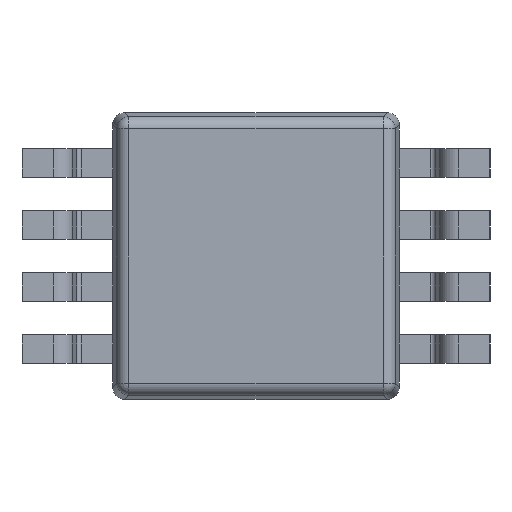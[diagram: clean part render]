
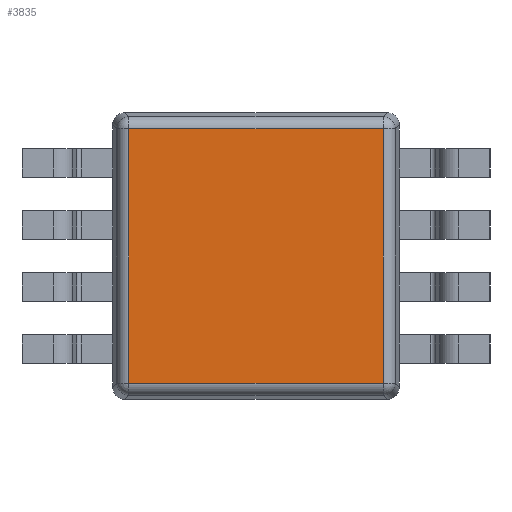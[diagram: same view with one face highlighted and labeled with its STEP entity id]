
A CAD part, front view. The second image highlights one B-rep face of the part: STEP entity #3835.
In plain terms, the highlighted planar face has unit normal (0, -1, 0).
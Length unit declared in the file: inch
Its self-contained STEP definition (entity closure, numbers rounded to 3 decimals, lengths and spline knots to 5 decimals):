
#3835 = ADVANCED_FACE ( 'NONE', ( #5117 ), #5095, .T. ) ;
#3836 = EDGE_LOOP ( 'NONE', ( #3837, #3841, #3844, #3847 ) ) ;
#3837 = ORIENTED_EDGE ( 'NONE', *, *, #3838, .T. ) ;
#3838 = EDGE_CURVE ( 'NONE', #3839, #3840, #5094, .T. ) ;
#3839 = VERTEX_POINT ( 'NONE', #5086 ) ;
#3840 = VERTEX_POINT ( 'NONE', #5085 ) ;
#3841 = ORIENTED_EDGE ( 'NONE', *, *, #3842, .T. ) ;
#3842 = EDGE_CURVE ( 'NONE', #3840, #3843, #5084, .T. ) ;
#3843 = VERTEX_POINT ( 'NONE', #5080 ) ;
#3844 = ORIENTED_EDGE ( 'NONE', *, *, #3845, .T. ) ;
#3845 = EDGE_CURVE ( 'NONE', #3843, #3846, #4963, .T. ) ;
#3846 = VERTEX_POINT ( 'NONE', #4959 ) ;
#3847 = ORIENTED_EDGE ( 'NONE', *, *, #3848, .T. ) ;
#3848 = EDGE_CURVE ( 'NONE', #3846, #3839, #4958, .T. ) ;
#4955 = DIRECTION ( 'NONE',  ( 0., 0., -1. ) ) ;
#4956 = VECTOR ( 'NONE', #4955, 39.37008 ) ;
#4957 = CARTESIAN_POINT ( 'NONE',  ( -0.05243, -0.01378, -0.0517 ) ) ;
#4958 = LINE ( 'NONE', #4957, #4956 ) ;
#4959 = CARTESIAN_POINT ( 'NONE',  ( -0.05243, -0.01378, 0.05243 ) ) ;
#4960 = DIRECTION ( 'NONE',  ( -1., 0., 0. ) ) ;
#4961 = VECTOR ( 'NONE', #4960, 39.37008 ) ;
#4962 = CARTESIAN_POINT ( 'NONE',  ( -0.0517, -0.01378, 0.05243 ) ) ;
#4963 = LINE ( 'NONE', #4962, #4961 ) ;
#5080 = CARTESIAN_POINT ( 'NONE',  ( 0.05243, -0.01378, 0.05243 ) ) ;
#5081 = DIRECTION ( 'NONE',  ( 0., 0., 1. ) ) ;
#5082 = VECTOR ( 'NONE', #5081, 39.37008 ) ;
#5083 = CARTESIAN_POINT ( 'NONE',  ( 0.05243, -0.01378, 0.0517 ) ) ;
#5084 = LINE ( 'NONE', #5083, #5082 ) ;
#5085 = CARTESIAN_POINT ( 'NONE',  ( 0.05243, -0.01378, -0.05243 ) ) ;
#5086 = CARTESIAN_POINT ( 'NONE',  ( -0.05243, -0.01378, -0.05243 ) ) ;
#5087 = DIRECTION ( 'NONE',  ( 1., 0., 0. ) ) ;
#5088 = VECTOR ( 'NONE', #5087, 39.37008 ) ;
#5089 = CARTESIAN_POINT ( 'NONE',  ( 0.0517, -0.01378, -0.05243 ) ) ;
#5090 = DIRECTION ( 'NONE',  ( 0., 0., -1. ) ) ;
#5091 = DIRECTION ( 'NONE',  ( 0., -1., 0. ) ) ;
#5092 = CARTESIAN_POINT ( 'NONE',  ( 0.05906, -0.01378, -0.05906 ) ) ;
#5093 = AXIS2_PLACEMENT_3D ( 'NONE', #5092, #5091, #5090 ) ;
#5094 = LINE ( 'NONE', #5089, #5088 ) ;
#5095 = PLANE ( 'NONE',  #5093 ) ;
#5117 = FACE_OUTER_BOUND ( 'NONE', #3836, .T. ) ;
